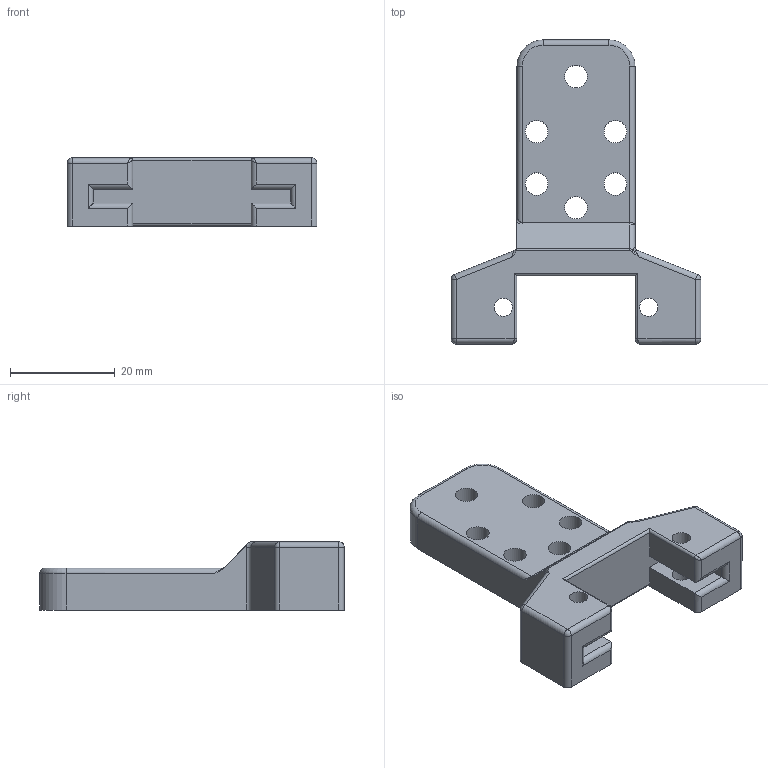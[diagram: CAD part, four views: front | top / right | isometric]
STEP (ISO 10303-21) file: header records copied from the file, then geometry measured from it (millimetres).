
FILE_DESCRIPTION(/* description */ (''),/* implementation_level */ '2;1');
FILE_NAME(/* name */ '',/* time_stamp */ '2026-01-11T19:49:50+03:00',/* author */ ('I9232'),/* organization */ (''),/* preprocessor_version */ 'ST-DEVELOPER v19.2',/* originating_system */ 'Autodesk Inventor 2023',/* authorisation */ '');
FILE_SCHEMA (('AUTOMOTIVE_DESIGN { 1 0 10303 214 3 1 1 }'));
Length unit declared in the file: millimetre
Products named in the file (1): Основание
Bounding box: 47.6 x 58 x 13 mm (x, y, z)
Volume: 12436.8 mm3; surface area: 6163.2 mm2
Topology: 1 solids, 1 shells, 83 faces, 205 edges, 120 vertices
Faces by surface type: cylinder 44, plane 24, bspline 9, sphere 4, torus 2
Full cylindrical faces by diameter (mm): 3.5 x4, 4.3 x6
Entity records: 2756 total; most frequent: CARTESIAN_POINT 717, DIRECTION 428, ORIENTED_EDGE 402, EDGE_CURVE 201, AXIS2_PLACEMENT_3D 160, VERTEX_POINT 120, LINE 108, VECTOR 108
